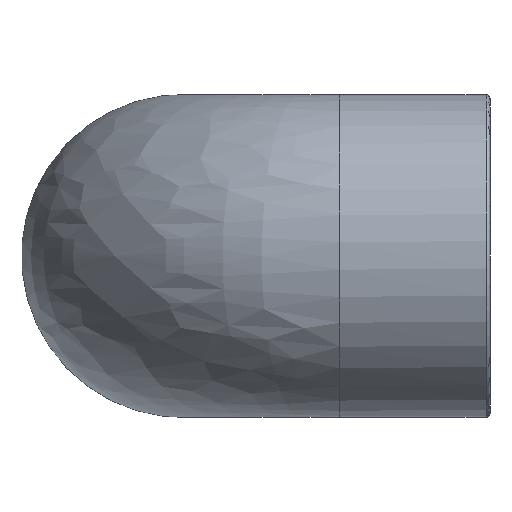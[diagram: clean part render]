
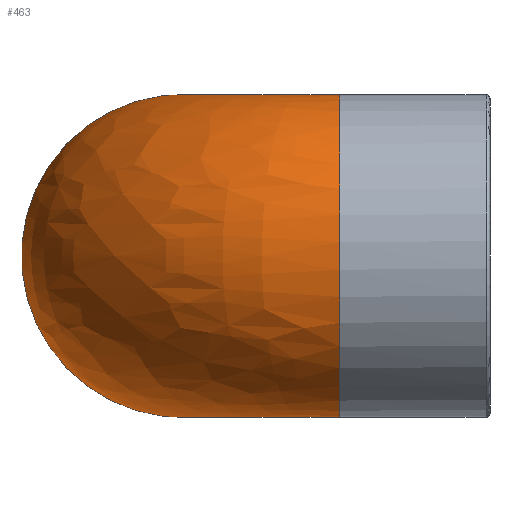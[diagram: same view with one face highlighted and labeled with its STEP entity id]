
A CAD part, left-side view. The second image highlights one B-rep face of the part: STEP entity #463.
In plain terms, the highlighted free-form (B-spline) face has degree [2, 2] with [9, 3] control points.
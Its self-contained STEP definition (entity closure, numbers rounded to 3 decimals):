
#53=CIRCLE('',#503,20.5);
#54=CIRCLE('',#504,20.5);
#75=(
BOUNDED_SURFACE()
B_SPLINE_SURFACE(2,2,((#699,#700,#701),(#702,#703,#704),(#705,#706,#707),
(#708,#709,#710),(#711,#712,#713),(#714,#715,#716),(#717,#718,#719),(#720,
#721,#722),(#723,#724,#725)),.UNSPECIFIED.,.F.,.F.,.F.)
B_SPLINE_SURFACE_WITH_KNOTS((3,2,2,2,3),(3,3),(-2.818,-1.409,
0.,1.409,2.818),(0.,1.571),
 .UNSPECIFIED.)
GEOMETRIC_REPRESENTATION_ITEM()
RATIONAL_B_SPLINE_SURFACE(((1.,0.707,1.),(0.762,
0.539,0.762),(1.,0.707,1.),(0.762,
0.539,0.762),(1.,0.707,1.),(0.762,
0.539,0.762),(1.,0.707,1.),(0.762,
0.539,0.762),(1.,0.707,1.)))
REPRESENTATION_ITEM('')
SURFACE()
);
#77=FACE_OUTER_BOUND('',#112,.T.);
#112=EDGE_LOOP('',(#321,#322,#323,#324));
#161=B_SPLINE_CURVE_WITH_KNOTS('',3,(#666,#667,#668,#669,#670,#671,#672,
#673,#674,#675,#676,#677,#678,#679,#680,#681),.UNSPECIFIED.,.F.,.F.,(4,
3,3,3,3,4),(0.,0.017,0.035,
0.037,0.054,0.074),.UNSPECIFIED.);
#162=B_SPLINE_CURVE_WITH_KNOTS('',3,(#685,#686,#687,#688,#689,#690,#691,
#692,#693,#694,#695,#696,#697),.UNSPECIFIED.,.F.,.F.,(4,3,3,3,4),(0.,
0.02,0.037,0.056,0.074),
 .UNSPECIFIED.);
#203=VERTEX_POINT('',#664);
#204=VERTEX_POINT('',#665);
#205=VERTEX_POINT('',#682);
#206=VERTEX_POINT('',#684);
#251=EDGE_CURVE('',#203,#204,#161,.T.);
#253=EDGE_CURVE('',#206,#205,#162,.T.);
#255=EDGE_CURVE('',#205,#203,#53,.T.);
#256=EDGE_CURVE('',#206,#204,#54,.T.);
#321=ORIENTED_EDGE('',*,*,#253,.T.);
#322=ORIENTED_EDGE('',*,*,#255,.T.);
#323=ORIENTED_EDGE('',*,*,#251,.T.);
#324=ORIENTED_EDGE('',*,*,#256,.F.);
#463=ADVANCED_FACE('',(#77),#75,.F.);
#503=AXIS2_PLACEMENT_3D('',#726,#552,#553);
#504=AXIS2_PLACEMENT_3D('',#727,#554,#555);
#552=DIRECTION('center_axis',(0.,1.,0.));
#553=DIRECTION('ref_axis',(-1.,0.,0.));
#554=DIRECTION('center_axis',(1.,0.,0.));
#555=DIRECTION('ref_axis',(0.,1.,0.));
#664=CARTESIAN_POINT('',(19.426,19.1,6.548));
#665=CARTESIAN_POINT('',(19.9,19.574,6.548));
#666=CARTESIAN_POINT('Ctrl Pts',(19.426,19.1,6.548));
#667=CARTESIAN_POINT('Ctrl Pts',(19.429,19.158,6.539));
#668=CARTESIAN_POINT('Ctrl Pts',(19.442,19.216,6.532));
#669=CARTESIAN_POINT('Ctrl Pts',(19.465,19.27,6.528));
#670=CARTESIAN_POINT('Ctrl Pts',(19.488,19.322,6.523));
#671=CARTESIAN_POINT('Ctrl Pts',(19.519,19.371,6.52));
#672=CARTESIAN_POINT('Ctrl Pts',(19.557,19.413,6.519));
#673=CARTESIAN_POINT('Ctrl Pts',(19.562,19.418,6.519));
#674=CARTESIAN_POINT('Ctrl Pts',(19.567,19.423,6.519));
#675=CARTESIAN_POINT('Ctrl Pts',(19.572,19.428,6.519));
#676=CARTESIAN_POINT('Ctrl Pts',(19.612,19.468,6.519));
#677=CARTESIAN_POINT('Ctrl Pts',(19.659,19.501,6.522));
#678=CARTESIAN_POINT('Ctrl Pts',(19.71,19.525,6.526));
#679=CARTESIAN_POINT('Ctrl Pts',(19.77,19.554,6.531));
#680=CARTESIAN_POINT('Ctrl Pts',(19.834,19.571,6.538));
#681=CARTESIAN_POINT('Ctrl Pts',(19.9,19.574,6.548));
#682=CARTESIAN_POINT('',(19.426,19.1,-6.548));
#684=CARTESIAN_POINT('',(19.9,19.574,-6.548));
#685=CARTESIAN_POINT('Ctrl Pts',(19.9,19.574,-6.548));
#686=CARTESIAN_POINT('Ctrl Pts',(19.834,19.571,-6.538));
#687=CARTESIAN_POINT('Ctrl Pts',(19.77,19.554,-6.531));
#688=CARTESIAN_POINT('Ctrl Pts',(19.71,19.525,-6.526));
#689=CARTESIAN_POINT('Ctrl Pts',(19.657,19.5,-6.521));
#690=CARTESIAN_POINT('Ctrl Pts',(19.609,19.466,-6.519));
#691=CARTESIAN_POINT('Ctrl Pts',(19.568,19.424,-6.519));
#692=CARTESIAN_POINT('Ctrl Pts',(19.523,19.379,-6.52));
#693=CARTESIAN_POINT('Ctrl Pts',(19.489,19.325,-6.522));
#694=CARTESIAN_POINT('Ctrl Pts',(19.464,19.267,-6.528));
#695=CARTESIAN_POINT('Ctrl Pts',(19.442,19.214,-6.533));
#696=CARTESIAN_POINT('Ctrl Pts',(19.429,19.157,-6.539));
#697=CARTESIAN_POINT('Ctrl Pts',(19.426,19.1,-6.548));
#699=CARTESIAN_POINT('Ctrl Pts',(19.436,19.1,6.519));
#700=CARTESIAN_POINT('Ctrl Pts',(19.436,19.564,6.519));
#701=CARTESIAN_POINT('Ctrl Pts',(19.9,19.564,6.519));
#702=CARTESIAN_POINT('Ctrl Pts',(13.895,19.1,23.039));
#703=CARTESIAN_POINT('Ctrl Pts',(13.895,25.105,23.039));
#704=CARTESIAN_POINT('Ctrl Pts',(19.9,25.105,23.039));
#705=CARTESIAN_POINT('Ctrl Pts',(-3.302,19.1,20.232));
#706=CARTESIAN_POINT('Ctrl Pts',(-3.302,42.302,20.232));
#707=CARTESIAN_POINT('Ctrl Pts',(19.9,42.302,20.232));
#708=CARTESIAN_POINT('Ctrl Pts',(-20.5,19.1,17.425));
#709=CARTESIAN_POINT('Ctrl Pts',(-20.5,59.5,17.425));
#710=CARTESIAN_POINT('Ctrl Pts',(19.9,59.5,17.425));
#711=CARTESIAN_POINT('Ctrl Pts',(-20.5,19.1,0.));
#712=CARTESIAN_POINT('Ctrl Pts',(-20.5,59.5,0.));
#713=CARTESIAN_POINT('Ctrl Pts',(19.9,59.5,0.));
#714=CARTESIAN_POINT('Ctrl Pts',(-20.5,19.1,-17.425));
#715=CARTESIAN_POINT('Ctrl Pts',(-20.5,59.5,-17.425));
#716=CARTESIAN_POINT('Ctrl Pts',(19.9,59.5,-17.425));
#717=CARTESIAN_POINT('Ctrl Pts',(-3.303,19.1,-20.232));
#718=CARTESIAN_POINT('Ctrl Pts',(-3.303,42.303,-20.232));
#719=CARTESIAN_POINT('Ctrl Pts',(19.9,42.303,-20.232));
#720=CARTESIAN_POINT('Ctrl Pts',(13.895,19.1,-23.04));
#721=CARTESIAN_POINT('Ctrl Pts',(13.895,25.105,-23.04));
#722=CARTESIAN_POINT('Ctrl Pts',(19.9,25.105,-23.04));
#723=CARTESIAN_POINT('Ctrl Pts',(19.436,19.1,-6.519));
#724=CARTESIAN_POINT('Ctrl Pts',(19.436,19.564,-6.519));
#725=CARTESIAN_POINT('Ctrl Pts',(19.9,19.564,-6.519));
#726=CARTESIAN_POINT('Origin',(0.,19.1,0.));
#727=CARTESIAN_POINT('Origin',(19.9,39.,0.));
